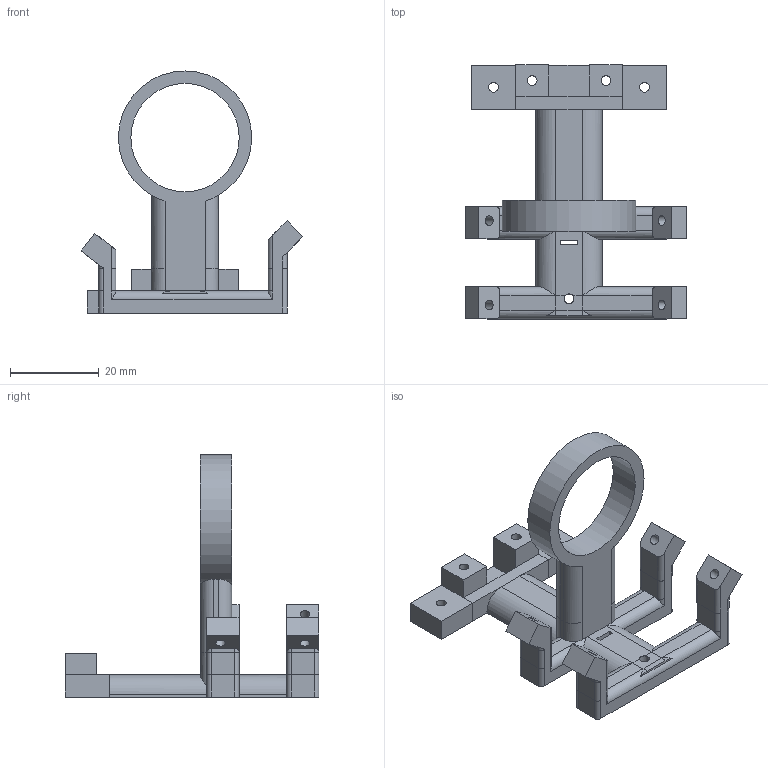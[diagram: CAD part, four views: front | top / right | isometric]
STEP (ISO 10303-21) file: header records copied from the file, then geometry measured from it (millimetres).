
FILE_DESCRIPTION(('FreeCAD Model'),'2;1');
FILE_NAME('Open CASCADE Shape Model','2023-02-23T15:55:55',(''),(''), 'Open CASCADE STEP processor 7.6','FreeCAD','Unknown');
FILE_SCHEMA(('AUTOMOTIVE_DESIGN { 1 0 10303 214 1 1 1 1 }'));
Length unit declared in the file: millimetre
Products named in the file (2): Base; Fusion
Assembly tree (1 placements, depth 2):
  Base
    Fusion
Bounding box: 49.9 x 57.17 x 54.5 mm (x, y, z)
Volume: 12864.3 mm3; surface area: 8715.8 mm2
Topology: 1 solids, 1 shells, 188 faces, 515 edges, 327 vertices
Faces by surface type: plane 107, cylinder 80, bspline 1
Full cylindrical faces by diameter (mm): 2.2 x8, 24.4 x1
Entity records: 14698 total; most frequent: CARTESIAN_POINT 4564, DIRECTION 1841, LINE 1127, VECTOR 1127, ORIENTED_EDGE 1030, PCURVE 1030, DEFINITIONAL_REPRESENTATION 1030, EDGE_CURVE 515
